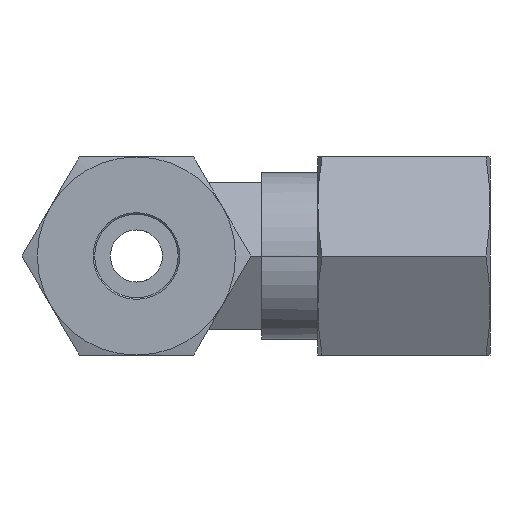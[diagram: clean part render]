
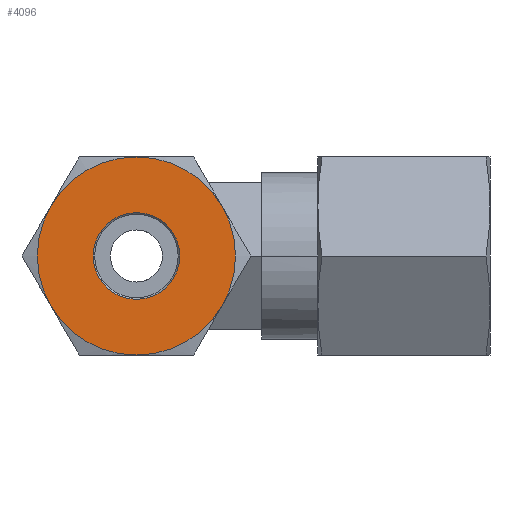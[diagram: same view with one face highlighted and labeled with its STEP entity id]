
A CAD part, left-side view. The second image highlights one B-rep face of the part: STEP entity #4096.
In plain terms, the highlighted planar face has unit normal (-1, 0, 0).
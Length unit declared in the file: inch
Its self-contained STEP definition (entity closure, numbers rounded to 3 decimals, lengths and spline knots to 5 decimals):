
#813=CARTESIAN_POINT('',(-1.33465,-0.32391,
-0.18701));
#835=CARTESIAN_POINT('',(-1.33465,0.,0.));
#836=DIRECTION('',(-1.,0.,0.));
#837=DIRECTION('',(0.,-0.866,-0.5));
#838=AXIS2_PLACEMENT_3D('',#835,#836,#837);
#840=CARTESIAN_POINT('',(-1.33465,0.,0.));
#841=DIRECTION('',(-1.,0.,0.));
#842=DIRECTION('',(0.,0.,-1.));
#843=AXIS2_PLACEMENT_3D('',#840,#841,#842);
#845=CARTESIAN_POINT('',(-1.33465,0.,0.));
#846=DIRECTION('',(-1.,0.,0.));
#847=DIRECTION('',(0.,0.866,-0.5));
#848=AXIS2_PLACEMENT_3D('',#845,#846,#847);
#850=CARTESIAN_POINT('',(-1.33465,0.,0.));
#851=DIRECTION('',(-1.,0.,0.));
#852=DIRECTION('',(0.,1.,0.));
#853=AXIS2_PLACEMENT_3D('',#850,#851,#852);
#855=CARTESIAN_POINT('',(-1.33465,0.,0.));
#856=DIRECTION('',(-1.,0.,0.));
#857=DIRECTION('',(0.,0.866,0.5));
#858=AXIS2_PLACEMENT_3D('',#855,#856,#857);
#860=CARTESIAN_POINT('',(-1.33465,0.,0.));
#861=DIRECTION('',(-1.,0.,0.));
#862=DIRECTION('',(0.,0.,1.));
#863=AXIS2_PLACEMENT_3D('',#860,#861,#862);
#865=CARTESIAN_POINT('',(-1.33465,0.,0.));
#866=DIRECTION('',(-1.,0.,0.));
#867=DIRECTION('',(0.,-0.866,0.5));
#868=AXIS2_PLACEMENT_3D('',#865,#866,#867);
#870=CARTESIAN_POINT('',(-1.33465,0.,0.));
#871=DIRECTION('',(1.,0.,0.));
#872=DIRECTION('',(0.,-1.,0.));
#873=AXIS2_PLACEMENT_3D('',#870,#871,#872);
#875=CARTESIAN_POINT('',(-1.33465,0.,0.));
#876=DIRECTION('',(1.,0.,0.));
#877=DIRECTION('',(0.,1.,0.));
#878=AXIS2_PLACEMENT_3D('',#875,#876,#877);
#891=CARTESIAN_POINT('',(-1.33465,0.,-0.37402));
#913=CARTESIAN_POINT('',(-1.33465,0.32391,
-0.18701));
#935=CARTESIAN_POINT('',(-1.33465,0.32391,
0.18701));
#946=CARTESIAN_POINT('',(-1.33465,0.,0.37402));
#968=CARTESIAN_POINT('',(-1.33465,-0.32391,
0.18701));
#2768=VERTEX_POINT('',#913);
#2776=VERTEX_POINT('',#946);
#2781=VERTEX_POINT('',#935);
#2784=VERTEX_POINT('',#968);
#2788=VERTEX_POINT('',#813);
#2791=VERTEX_POINT('',#891);
#2794=CARTESIAN_POINT('',(-1.33465,0.37402,0.));
#2795=VERTEX_POINT('',#2794);
#2800=CARTESIAN_POINT('',(-1.33465,-0.16348,0.));
#2801=CARTESIAN_POINT('',(-1.33465,0.16348,0.));
#2802=VERTEX_POINT('',#2800);
#2803=VERTEX_POINT('',#2801);
#4070=CARTESIAN_POINT('',(-1.33465,-0.18701,0.));
#4071=DIRECTION('',(-1.,0.,0.));
#4072=DIRECTION('',(0.,0.,-1.));
#4073=AXIS2_PLACEMENT_3D('',#4070,#4071,#4072);
#4074=PLANE('',#4073);
#4075=ORIENTED_EDGE('',*,*,#4057,.F.);
#4077=ORIENTED_EDGE('',*,*,#4076,.F.);
#4079=ORIENTED_EDGE('',*,*,#4078,.F.);
#4081=ORIENTED_EDGE('',*,*,#4080,.F.);
#4083=ORIENTED_EDGE('',*,*,#4082,.F.);
#4085=ORIENTED_EDGE('',*,*,#4084,.F.);
#4087=ORIENTED_EDGE('',*,*,#4086,.F.);
#4088=EDGE_LOOP('',(#4075,#4077,#4079,#4081,#4083,#4085,#4087));
#4089=FACE_OUTER_BOUND('',#4088,.F.);
#4091=ORIENTED_EDGE('',*,*,#4090,.F.);
#4093=ORIENTED_EDGE('',*,*,#4092,.F.);
#4094=EDGE_LOOP('',(#4091,#4093));
#4095=FACE_BOUND('',#4094,.F.);
#4096=ADVANCED_FACE('',(#4089,#4095),#4074,.T.);
#839=CIRCLE('',#838,0.37402);
#844=CIRCLE('',#843,0.37402);
#849=CIRCLE('',#848,0.37402);
#854=CIRCLE('',#853,0.37402);
#859=CIRCLE('',#858,0.37402);
#864=CIRCLE('',#863,0.37402);
#869=CIRCLE('',#868,0.37402);
#874=CIRCLE('',#873,0.16348);
#879=CIRCLE('',#878,0.16348);
#4057=EDGE_CURVE('',#2788,#2784,#839,.T.);
#4076=EDGE_CURVE('',#2791,#2788,#844,.T.);
#4078=EDGE_CURVE('',#2768,#2791,#849,.T.);
#4080=EDGE_CURVE('',#2795,#2768,#854,.T.);
#4082=EDGE_CURVE('',#2781,#2795,#859,.T.);
#4084=EDGE_CURVE('',#2776,#2781,#864,.T.);
#4086=EDGE_CURVE('',#2784,#2776,#869,.T.);
#4090=EDGE_CURVE('',#2802,#2803,#874,.T.);
#4092=EDGE_CURVE('',#2803,#2802,#879,.T.);
